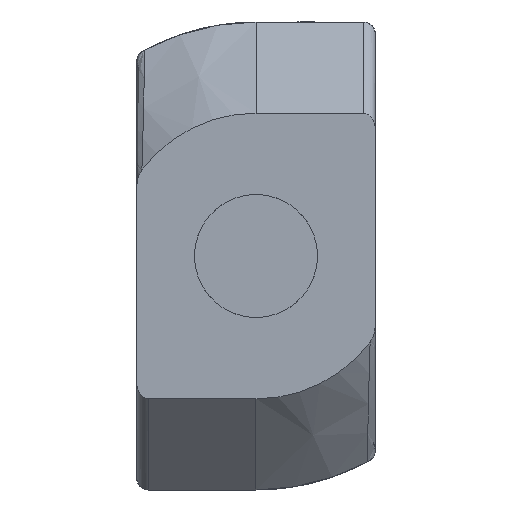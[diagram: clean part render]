
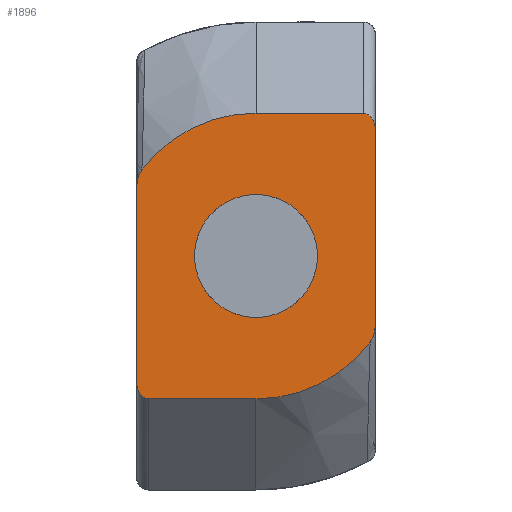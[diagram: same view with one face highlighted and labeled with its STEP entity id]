
A CAD part, front view. The second image highlights one B-rep face of the part: STEP entity #1896.
In plain terms, the highlighted face is planar.
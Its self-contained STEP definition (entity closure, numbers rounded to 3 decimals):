
#21 = CARTESIAN_POINT ( 'NONE',  ( -8.169, 4.85, 0. ) ) ;
#51 = CARTESIAN_POINT ( 'NONE',  ( -5.8, -4.643, 0. ) ) ;
#61 = DIRECTION ( 'NONE',  ( 0., 0., 1. ) ) ;
#86 = EDGE_CURVE ( 'NONE', #1603, #377, #826, .T. ) ;
#87 = CARTESIAN_POINT ( 'NONE',  ( 0., 0., 0. ) ) ;
#134 = CARTESIAN_POINT ( 'NONE',  ( 2.5, 0., 0. ) ) ;
#197 = DIRECTION ( 'NONE',  ( 0., 1., 0. ) ) ;
#203 = CARTESIAN_POINT ( 'NONE',  ( 2.649, -4.85, 0. ) ) ;
#204 = LINE ( 'NONE', #679, #1325 ) ;
#212 = CARTESIAN_POINT ( 'NONE',  ( -2.943, 4.837, 0. ) ) ;
#225 = CIRCLE ( 'NONE', #844, 5.8 ) ;
#295 = DIRECTION ( 'NONE',  ( 1., 0., 0. ) ) ;
#377 = VERTEX_POINT ( 'NONE', #2392 ) ;
#394 = CARTESIAN_POINT ( 'NONE',  ( -5.8, -4.35, 0. ) ) ;
#399 = PLANE ( 'NONE',  #2565 ) ;
#419 = CARTESIAN_POINT ( 'NONE',  ( -2.649, 4.85, 0. ) ) ;
#435 = VERTEX_POINT ( 'NONE', #2423 ) ;
#457 = LINE ( 'NONE', #1163, #2553 ) ;
#478 = EDGE_CURVE ( 'NONE', #435, #1404, #204, .T. ) ;
#526 = EDGE_CURVE ( 'NONE', #1333, #1660, #1809, .T. ) ;
#551 = FACE_OUTER_BOUND ( 'NONE', #808, .T. ) ;
#586 = EDGE_CURVE ( 'NONE', #1660, #1333, #1193, .T. ) ;
#587 = VECTOR ( 'NONE', #2320, 1000. ) ;
#592 = AXIS2_PLACEMENT_3D ( 'NONE', #1321, #61, #1538 ) ;
#608 = DIRECTION ( 'NONE',  ( 1., 0., 0. ) ) ;
#637 = VERTEX_POINT ( 'NONE', #1354 ) ;
#672 = ORIENTED_EDGE ( 'NONE', *, *, #86, .T. ) ;
#679 = CARTESIAN_POINT ( 'NONE',  ( 5.8, 0., 0. ) ) ;
#680 = CARTESIAN_POINT ( 'NONE',  ( 0., 0., 0. ) ) ;
#703 = ORIENTED_EDGE ( 'NONE', *, *, #526, .T. ) ;
#785 = VERTEX_POINT ( 'NONE', #2569 ) ;
#801 = CARTESIAN_POINT ( 'NONE',  ( 3.49, -4.632, 0. ) ) ;
#808 = EDGE_LOOP ( 'NONE', ( #1697, #1296, #2174, #2238, #1406, #1727, #672, #1434, #2309, #1385 ) ) ;
#826 = B_SPLINE_CURVE_WITH_KNOTS ( 'NONE', 3,
 ( #1260, #2719, #1475, #212, #1678, #419 ),
 .UNSPECIFIED., .F., .F.,
 ( 4, 2, 4 ),
 ( 0., 0., 0.001 ),
 .UNSPECIFIED. ) ;
#844 = AXIS2_PLACEMENT_3D ( 'NONE', #680, #2132, #904 ) ;
#892 = AXIS2_PLACEMENT_3D ( 'NONE', #2160, #930, #2382 ) ;
#901 = CARTESIAN_POINT ( 'NONE',  ( -5.507, -4.85, 0. ) ) ;
#904 = DIRECTION ( 'NONE',  ( 1., 0., 0. ) ) ;
#920 = VECTOR ( 'NONE', #197, 1000. ) ;
#930 = DIRECTION ( 'NONE',  ( 0., 0., 1. ) ) ;
#957 = CARTESIAN_POINT ( 'NONE',  ( 5.093, 4.85, 0. ) ) ;
#982 = ORIENTED_EDGE ( 'NONE', *, *, #586, .T. ) ;
#1043 = EDGE_CURVE ( 'NONE', #2328, #2073, #2296, .T. ) ;
#1058 = CARTESIAN_POINT ( 'NONE',  ( -3.49, 4.632, 0. ) ) ;
#1163 = CARTESIAN_POINT ( 'NONE',  ( -9.5, -4.85, 0. ) ) ;
#1193 = CIRCLE ( 'NONE', #892, 2.5 ) ;
#1253 = CARTESIAN_POINT ( 'NONE',  ( 3.229, -4.772, 0. ) ) ;
#1260 = CARTESIAN_POINT ( 'NONE',  ( -3.49, 4.632, 0. ) ) ;
#1264 = EDGE_CURVE ( 'NONE', #785, #1603, #1999, .T. ) ;
#1296 = ORIENTED_EDGE ( 'NONE', *, *, #1043, .T. ) ;
#1321 = CARTESIAN_POINT ( 'NONE',  ( 0., 0., 0. ) ) ;
#1325 = VECTOR ( 'NONE', #1927, 1000. ) ;
#1333 = VERTEX_POINT ( 'NONE', #134 ) ;
#1339 = VERTEX_POINT ( 'NONE', #1810 ) ;
#1354 = CARTESIAN_POINT ( 'NONE',  ( -5.093, -4.85, 0. ) ) ;
#1374 = CARTESIAN_POINT ( 'NONE',  ( 5.8, 4.35, 0. ) ) ;
#1381 = DIRECTION ( 'NONE',  ( 1., 0., 0. ) ) ;
#1385 = ORIENTED_EDGE ( 'NONE', *, *, #478, .T. ) ;
#1404 = VERTEX_POINT ( 'NONE', #1616 ) ;
#1406 = ORIENTED_EDGE ( 'NONE', *, *, #2436, .T. ) ;
#1434 = ORIENTED_EDGE ( 'NONE', *, *, #1601, .F. ) ;
#1465 = LINE ( 'NONE', #2704, #920 ) ;
#1467 = CARTESIAN_POINT ( 'NONE',  ( 2.796, -4.85, 0. ) ) ;
#1475 = CARTESIAN_POINT ( 'NONE',  ( -3.229, 4.772, 0. ) ) ;
#1494 = VERTEX_POINT ( 'NONE', #394 ) ;
#1521 = CARTESIAN_POINT ( 'NONE',  ( -5.8, -4.35, 0. ) ) ;
#1538 = DIRECTION ( 'NONE',  ( 1., 0., 0. ) ) ;
#1545 = FACE_BOUND ( 'NONE', #2379, .T. ) ;
#1555 = DIRECTION ( 'NONE',  ( 0., 0., -1. ) ) ;
#1601 = EDGE_CURVE ( 'NONE', #1339, #377, #1706, .T. ) ;
#1603 = VERTEX_POINT ( 'NONE', #1058 ) ;
#1616 = CARTESIAN_POINT ( 'NONE',  ( 5.8, 0., 0. ) ) ;
#1657 = EDGE_CURVE ( 'NONE', #1339, #435, #2183, .T. ) ;
#1660 = VERTEX_POINT ( 'NONE', #2165 ) ;
#1678 = CARTESIAN_POINT ( 'NONE',  ( -2.796, 4.85, 0. ) ) ;
#1697 = ORIENTED_EDGE ( 'NONE', *, *, #2065, .T. ) ;
#1706 = LINE ( 'NONE', #21, #587 ) ;
#1727 = ORIENTED_EDGE ( 'NONE', *, *, #1264, .T. ) ;
#1809 = CIRCLE ( 'NONE', #592, 2.5 ) ;
#1810 = CARTESIAN_POINT ( 'NONE',  ( 5.093, 4.85, 0. ) ) ;
#1866 = DIRECTION ( 'NONE',  ( 0., 0., 1. ) ) ;
#1867 = CARTESIAN_POINT ( 'NONE',  ( 3.49, -4.632, 0. ) ) ;
#1896 = ADVANCED_FACE ( 'NONE', ( #1545, #551 ), #399, .F. ) ;
#1927 = DIRECTION ( 'NONE',  ( 0., -1., 0. ) ) ;
#1999 = CIRCLE ( 'NONE', #2261, 5.8 ) ;
#2065 = EDGE_CURVE ( 'NONE', #1404, #2328, #225, .T. ) ;
#2073 = VERTEX_POINT ( 'NONE', #2353 ) ;
#2079 = CARTESIAN_POINT ( 'NONE',  ( 3.371, -4.722, 0. ) ) ;
#2128 = CARTESIAN_POINT ( 'NONE',  ( -5.093, -4.85, 0. ) ) ;
#2132 = DIRECTION ( 'NONE',  ( 0., 0., -1. ) ) ;
#2155 = EDGE_CURVE ( 'NONE', #637, #2073, #457, .T. ) ;
#2160 = CARTESIAN_POINT ( 'NONE',  ( 0., 0., 0. ) ) ;
#2165 = CARTESIAN_POINT ( 'NONE',  ( -2.5, 0., 0. ) ) ;
#2174 = ORIENTED_EDGE ( 'NONE', *, *, #2155, .F. ) ;
#2183 =( BOUNDED_CURVE ( )  B_SPLINE_CURVE ( 3, ( #957, #2403, #2614, #1374 ),
 .UNSPECIFIED., .F., .F. ) 
 B_SPLINE_CURVE_WITH_KNOTS ( ( 4, 4 ),
 ( 1.571, 3.142 ),
 .UNSPECIFIED. ) 
 CURVE ( )  GEOMETRIC_REPRESENTATION_ITEM ( )  RATIONAL_B_SPLINE_CURVE ( ( 1., 0.805, 0.805, 1. ) ) 
 REPRESENTATION_ITEM ( '' )  );
#2238 = ORIENTED_EDGE ( 'NONE', *, *, #2577, .T. ) ;
#2261 = AXIS2_PLACEMENT_3D ( 'NONE', #87, #1555, #295 ) ;
#2296 = B_SPLINE_CURVE_WITH_KNOTS ( 'NONE', 3,
 ( #1867, #2079, #1253, #2710, #1467, #203 ),
 .UNSPECIFIED., .F., .F.,
 ( 4, 2, 4 ),
 ( 0., 0., 0.001 ),
 .UNSPECIFIED. ) ;
#2309 = ORIENTED_EDGE ( 'NONE', *, *, #1657, .T. ) ;
#2320 = DIRECTION ( 'NONE',  ( -1., 0., 0. ) ) ;
#2328 = VERTEX_POINT ( 'NONE', #801 ) ;
#2350 =( BOUNDED_CURVE ( )  B_SPLINE_CURVE ( 3, ( #2128, #901, #51, #1521 ),
 .UNSPECIFIED., .F., .F. ) 
 B_SPLINE_CURVE_WITH_KNOTS ( ( 4, 4 ),
 ( 1.571, 3.142 ),
 .UNSPECIFIED. ) 
 CURVE ( )  GEOMETRIC_REPRESENTATION_ITEM ( )  RATIONAL_B_SPLINE_CURVE ( ( 1., 0.805, 0.805, 1. ) ) 
 REPRESENTATION_ITEM ( '' )  );
#2353 = CARTESIAN_POINT ( 'NONE',  ( 2.649, -4.85, 0. ) ) ;
#2379 = EDGE_LOOP ( 'NONE', ( #703, #982 ) ) ;
#2382 = DIRECTION ( 'NONE',  ( 1., 0., 0. ) ) ;
#2392 = CARTESIAN_POINT ( 'NONE',  ( -2.649, 4.85, 0. ) ) ;
#2403 = CARTESIAN_POINT ( 'NONE',  ( 5.507, 4.85, 0. ) ) ;
#2423 = CARTESIAN_POINT ( 'NONE',  ( 5.8, 4.35, 0. ) ) ;
#2436 = EDGE_CURVE ( 'NONE', #1494, #785, #1465, .T. ) ;
#2553 = VECTOR ( 'NONE', #1381, 1000. ) ;
#2565 = AXIS2_PLACEMENT_3D ( 'NONE', #2698, #1866, #608 ) ;
#2569 = CARTESIAN_POINT ( 'NONE',  ( -5.8, 0., 0. ) ) ;
#2577 = EDGE_CURVE ( 'NONE', #637, #1494, #2350, .T. ) ;
#2614 = CARTESIAN_POINT ( 'NONE',  ( 5.8, 4.643, 0. ) ) ;
#2698 = CARTESIAN_POINT ( 'NONE',  ( 0., 0., 0. ) ) ;
#2704 = CARTESIAN_POINT ( 'NONE',  ( -5.8, 0., 0. ) ) ;
#2710 = CARTESIAN_POINT ( 'NONE',  ( 2.943, -4.837, 0. ) ) ;
#2719 = CARTESIAN_POINT ( 'NONE',  ( -3.371, 4.722, 0. ) ) ;
